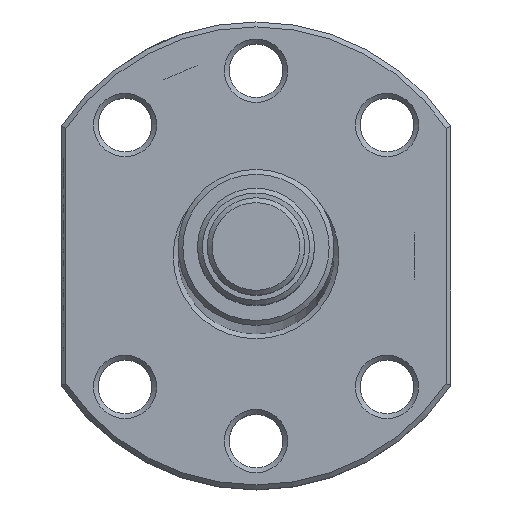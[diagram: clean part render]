
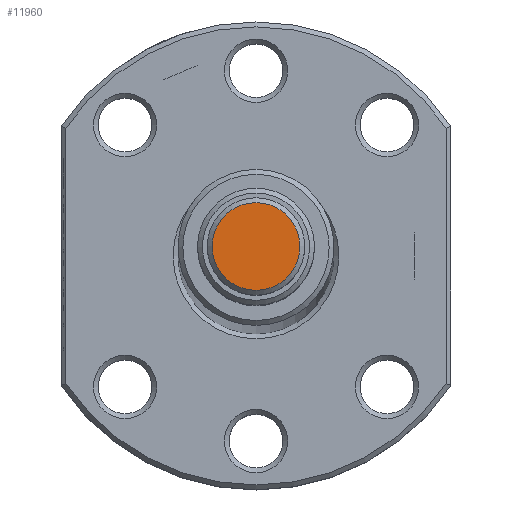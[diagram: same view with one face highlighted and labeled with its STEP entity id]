
A CAD part, top view. The second image highlights one B-rep face of the part: STEP entity #11960.
In plain terms, the highlighted planar face has unit normal (0, 0, -1).
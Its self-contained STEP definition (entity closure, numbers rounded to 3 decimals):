
#11960 = ADVANCED_FACE('',(#11961),#11974,.F.);
#11961 = FACE_BOUND('',#11962,.T.);
#11962 = EDGE_LOOP('',(#11963));
#11963 = ORIENTED_EDGE('',*,*,#11964,.F.);
#11964 = EDGE_CURVE('',#11965,#11965,#11967,.T.);
#11965 = VERTEX_POINT('',#11966);
#11966 = CARTESIAN_POINT('',(0.,4.5,574.));
#11967 = SURFACE_CURVE('',#11968,(#11973,#11985),.PCURVE_S1.);
#11968 = CIRCLE('',#11969,4.5);
#11969 = AXIS2_PLACEMENT_3D('',#11970,#11971,#11972);
#11970 = CARTESIAN_POINT('',(0.,0.,574.));
#11971 = DIRECTION('',(0.,-0.,1.));
#11972 = DIRECTION('',(0.,1.,0.));
#11973 = PCURVE('',#11974,#11979);
#11974 = PLANE('',#11975);
#11975 = AXIS2_PLACEMENT_3D('',#11976,#11977,#11978);
#11976 = CARTESIAN_POINT('',(0.,0.,574.));
#11977 = DIRECTION('',(0.,0.,1.));
#11978 = DIRECTION('',(0.,1.,-0.));
#11979 = DEFINITIONAL_REPRESENTATION('',(#11980),#11984);
#11980 = CIRCLE('',#11981,4.5);
#11981 = AXIS2_PLACEMENT_2D('',#11982,#11983);
#11982 = CARTESIAN_POINT('',(0.,0.));
#11983 = DIRECTION('',(1.,-0.));
#11984 = ( GEOMETRIC_REPRESENTATION_CONTEXT(2) 
PARAMETRIC_REPRESENTATION_CONTEXT() REPRESENTATION_CONTEXT('2D SPACE',''
  ) );
#11985 = PCURVE('',#11986,#11991);
#11986 = CONICAL_SURFACE('',#11987,4.5,0.785);
#11987 = AXIS2_PLACEMENT_3D('',#11988,#11989,#11990);
#11988 = CARTESIAN_POINT('',(0.,0.,574.));
#11989 = DIRECTION('',(-0.,-0.,-1.));
#11990 = DIRECTION('',(0.,1.,-0.));
#11991 = DEFINITIONAL_REPRESENTATION('',(#11992),#11996);
#11992 = LINE('',#11993,#11994);
#11993 = CARTESIAN_POINT('',(-0.,0.));
#11994 = VECTOR('',#11995,1.);
#11995 = DIRECTION('',(-1.,0.));
#11996 = ( GEOMETRIC_REPRESENTATION_CONTEXT(2) 
PARAMETRIC_REPRESENTATION_CONTEXT() REPRESENTATION_CONTEXT('2D SPACE',''
  ) );
